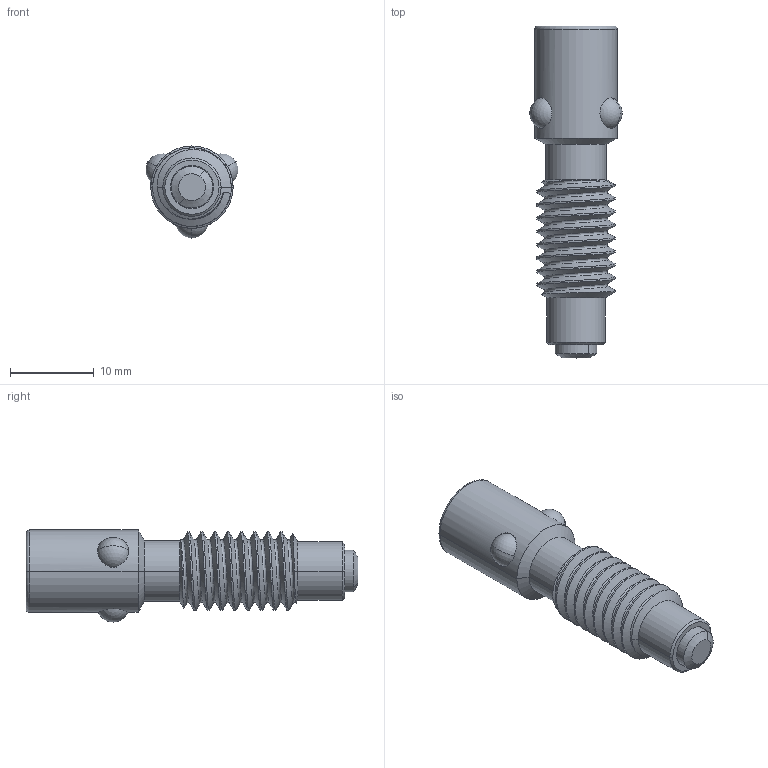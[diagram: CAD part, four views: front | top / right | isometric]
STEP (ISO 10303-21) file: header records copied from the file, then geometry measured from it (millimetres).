
FILE_DESCRIPTION (( 'STEP AP214' ), '1' );
FILE_NAME ('11538.STEP', '2023-07-06T12:29:07', ( '' ), ( '' ), 'SwSTEP 2.0', 'SolidWorks 2021', '' );
FILE_SCHEMA (( 'AUTOMOTIVE_DESIGN' ));
Length unit declared in the file: inch
Products named in the file (4): 11538; 115384_115384; 115001_115001; 115385_115385_RevG
Assembly tree (5 placements, depth 2):
  11538
    115384_115384
    115385_115385_RevG
    115001_115001  x3
Bounding box: 11.05 x 39.7 x 11.01 mm (x, y, z)
Volume: 1678.6 mm3; surface area: 2305.4 mm2
Topology: 5 solids, 5 shells, 107 faces, 281 edges, 172 vertices
Faces by surface type: cylinder 44, cone 30, plane 22, sphere 6, bspline 3, torus 2
Entity records: 7431 total; most frequent: CARTESIAN_POINT 4920, ORIENTED_EDGE 512, DIRECTION 463, EDGE_CURVE 256, AXIS2_PLACEMENT_3D 180, VERTEX_POINT 159, EDGE_LOOP 109, LINE 103
